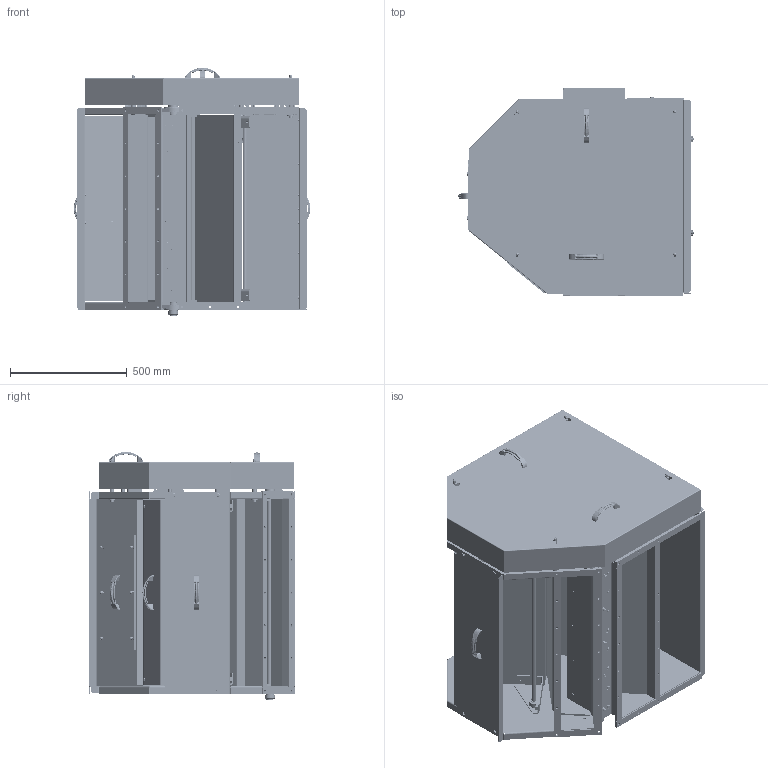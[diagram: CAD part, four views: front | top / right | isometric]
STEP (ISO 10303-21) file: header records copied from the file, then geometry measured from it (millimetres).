
FILE_DESCRIPTION(/* description */ (''),/* implementation_level */ '2;1');
FILE_NAME(/* name */ 'SRKP080035.stp',/* time_stamp */ '2023-10-16T10:13:57+02:00',/* author */ ('EN'),/* organization */ (''),/* preprocessor_version */ 'ST-DEVELOPER v18.1',/* originating_system */ 'Autodesk Inventor 2021',/* authorisation */ '');
FILE_SCHEMA (('AUTOMOTIVE_DESIGN { 1 0 10303 214 3 1 1 }'));
Products named in the file (1): SRKP080035_Obal_1
Bounding box: 1012.42 x 885 x 1062.71 mm (x, y, z)
Volume: 29499951.9 mm3; surface area: 17385038.2 mm2
Topology: 23 solids, 23 shells, 5849 faces, 14458 edges, 8864 vertices
Faces by surface type: plane 3052, cylinder 1531, cone 742, torus 266, sphere 140, bspline 118
Full cylindrical faces by diameter (mm): 4 x2, 4.134 x10, 4.917 x6, 5 x31, 5.2 x8, 5.3 x8, 5.459 x5, 5.5 x10, 5.8 x8, 6 x15, 6.4 x5, 6.5 x1, 6.647 x24, 7 x2, 7.318 x2, 7.323 x14, 8 x65, 8.376 x6, 8.4 x13, 8.7 x17, 9 x36, 10 x75, 10.8 x6, 11 x3, 11.4 x42, 12 x24, 12.5 x10, 13 x8, 15 x13, 15.4 x4
Entity records: 178118 total; most frequent: CARTESIAN_POINT 42219, ORIENTED_EDGE 28556, DIRECTION 28314, EDGE_CURVE 14278, AXIS2_PLACEMENT_3D 10470, VERTEX_POINT 8864, LINE 7374, VECTOR 7374
